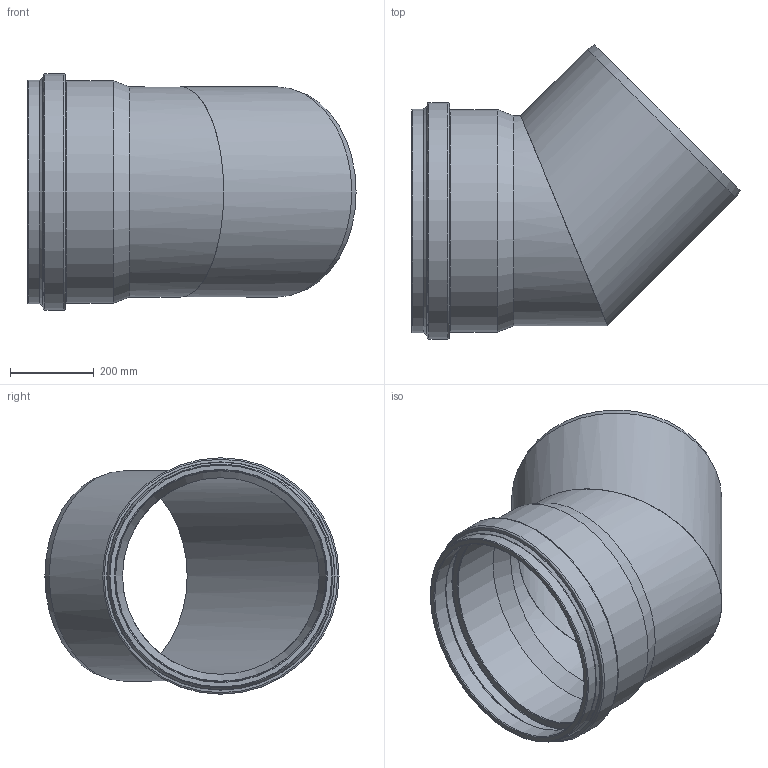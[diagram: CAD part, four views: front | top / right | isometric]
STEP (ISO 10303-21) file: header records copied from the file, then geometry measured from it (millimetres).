
FILE_DESCRIPTION(/* description */ (''),/* implementation_level */ '2;1');
FILE_NAME(/* name */ '771120 KG2000B Bogen DN_OD 500x45°.stp',/* time_stamp */ '2022-08-31T09:50:30+02:00',/* author */ ('LWM'),/* organization */ (''),/* preprocessor_version */ 'ST-DEVELOPER v18',/* originating_system */ 'Autodesk Inventor 2020',/* authorisation */ '');
FILE_SCHEMA (('AUTOMOTIVE_DESIGN { 1 0 10303 214 3 1 1 }'));
Length unit declared in the file: millimetre
Products named in the file (3): Bogen DN500x15°; 771070 Rohr-Passlängen DN_OD 500x3000 Teil1; Bogen DN500x15° Teil 2
Assembly tree (2 placements, depth 2):
  Bogen DN500x15°
    771070 Rohr-Passlängen DN_OD 500x3000 Teil1
    Bogen DN500x15° Teil 2
Bounding box: 784.42 x 702.95 x 565 mm (x, y, z)
Volume: 17907871.7 mm3; surface area: 2407939.9 mm2
Topology: 2 solids, 2 shells, 37 faces, 127 edges, 94 vertices
Faces by surface type: torus 13, cylinder 10, cone 10, plane 4
Full cylindrical faces by diameter (mm): 470 x2, 502 x2, 502.98 x1, 505.34 x1, 531.86 x1, 534.22 x1, 536.68 x1, 565 x1
Entity records: 1605 total; most frequent: DIRECTION 318, CARTESIAN_POINT 263, ORIENTED_EDGE 254, AXIS2_PLACEMENT_3D 149, EDGE_CURVE 127, CIRCLE 103, VERTEX_POINT 94, EDGE_LOOP 41
